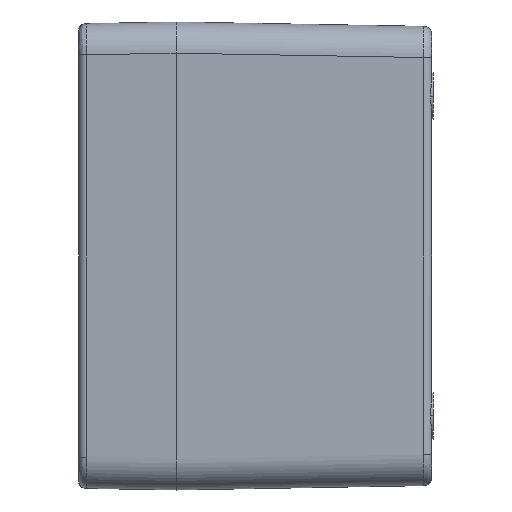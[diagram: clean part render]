
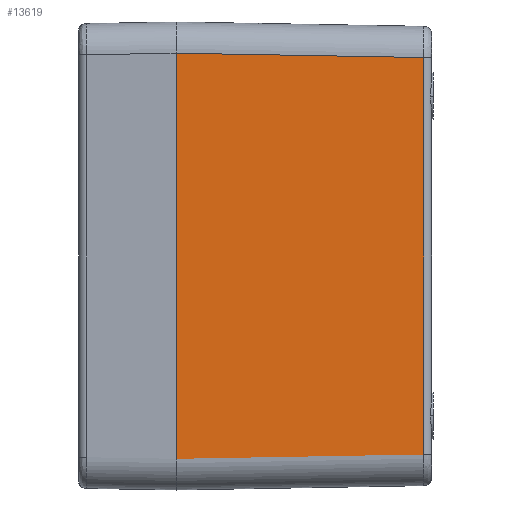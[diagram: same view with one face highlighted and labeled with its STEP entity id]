
A CAD part, left-side view. The second image highlights one B-rep face of the part: STEP entity #13619.
In plain terms, the highlighted planar face has unit normal (-1, -0.018, 0).
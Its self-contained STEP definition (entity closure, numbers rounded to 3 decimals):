
#373 = ORIENTED_EDGE ( 'NONE', *, *, #13819, .T. ) ;
#921 = AXIS2_PLACEMENT_3D ( 'NONE', #8828, #8758, #14519 ) ;
#2072 = ORIENTED_EDGE ( 'NONE', *, *, #13554, .F. ) ;
#2335 = LINE ( 'NONE', #6782, #4995 ) ;
#2545 = CARTESIAN_POINT ( 'NONE',  ( -59.891, -63.535, 50.892 ) ) ;
#2620 = CARTESIAN_POINT ( 'NONE',  ( -59.891, -63.535, 16.964 ) ) ;
#3622 = CARTESIAN_POINT ( 'NONE',  ( -59.891, -63.535, 50.892 ) ) ;
#3852 = CARTESIAN_POINT ( 'NONE',  ( -60.63, -21.178, 51.632 ) ) ;
#4221 = VECTOR ( 'NONE', #4852, 1000. ) ;
#4832 = CARTESIAN_POINT ( 'NONE',  ( -60.261, -42.357, 51.262 ) ) ;
#4852 = DIRECTION ( 'NONE',  ( 0., 0., -1. ) ) ;
#4995 = VECTOR ( 'NONE', #9198, 1000. ) ;
#5212 = B_SPLINE_CURVE_WITH_KNOTS ( 'NONE', 3,
 ( #7167, #3852, #4832, #3622 ),
 .UNSPECIFIED., .F., .F.,
 ( 4, 4 ),
 ( 0., 1. ),
 .UNSPECIFIED. ) ;
#5812 = ORIENTED_EDGE ( 'NONE', *, *, #7760, .T. ) ;
#6081 = VERTEX_POINT ( 'NONE', #12696 ) ;
#6355 = VERTEX_POINT ( 'NONE', #14770 ) ;
#6782 = CARTESIAN_POINT ( 'NONE',  ( -61., 0., -52.001 ) ) ;
#7034 = EDGE_LOOP ( 'NONE', ( #2072, #5812, #373, #10438 ) ) ;
#7167 = CARTESIAN_POINT ( 'NONE',  ( -61., 0., 52.001 ) ) ;
#7530 = FACE_OUTER_BOUND ( 'NONE', #7034, .T. ) ;
#7760 = EDGE_CURVE ( 'NONE', #6081, #6355, #11505, .T. ) ;
#7992 = CARTESIAN_POINT ( 'NONE',  ( -59.891, -63.535, -50.892 ) ) ;
#8278 = CARTESIAN_POINT ( 'NONE',  ( -59.891, -63.535, -16.964 ) ) ;
#8758 = DIRECTION ( 'NONE',  ( -1., -0.017, 0. ) ) ;
#8828 = CARTESIAN_POINT ( 'NONE',  ( -61., 0., -63.259 ) ) ;
#9198 = DIRECTION ( 'NONE',  ( 0.017, -1., 0.017 ) ) ;
#9382 = CARTESIAN_POINT ( 'NONE',  ( -61., 0., 52.001 ) ) ;
#9391 = EDGE_CURVE ( 'NONE', #12708, #13720, #10877, .T. ) ;
#10438 = ORIENTED_EDGE ( 'NONE', *, *, #9391, .T. ) ;
#10877 = B_SPLINE_CURVE_WITH_KNOTS ( 'NONE', 3,
 ( #12889, #8278, #2620, #2545 ),
 .UNSPECIFIED., .F., .F.,
 ( 4, 4 ),
 ( 0., 1. ),
 .UNSPECIFIED. ) ;
#11505 = LINE ( 'NONE', #9382, #4221 ) ;
#12696 = CARTESIAN_POINT ( 'NONE',  ( -61., 0., 52.001 ) ) ;
#12708 = VERTEX_POINT ( 'NONE', #7992 ) ;
#12889 = CARTESIAN_POINT ( 'NONE',  ( -59.891, -63.535, -50.892 ) ) ;
#13224 = PLANE ( 'NONE',  #921 ) ;
#13554 = EDGE_CURVE ( 'NONE', #6081, #13720, #5212, .T. ) ;
#13608 = CARTESIAN_POINT ( 'NONE',  ( -59.891, -63.535, 50.892 ) ) ;
#13619 = ADVANCED_FACE ( 'NONE', ( #7530 ), #13224, .T. ) ;
#13720 = VERTEX_POINT ( 'NONE', #13608 ) ;
#13819 = EDGE_CURVE ( 'NONE', #6355, #12708, #2335, .T. ) ;
#14519 = DIRECTION ( 'NONE',  ( -0.017, 1., 0. ) ) ;
#14770 = CARTESIAN_POINT ( 'NONE',  ( -61., 0., -52.001 ) ) ;
